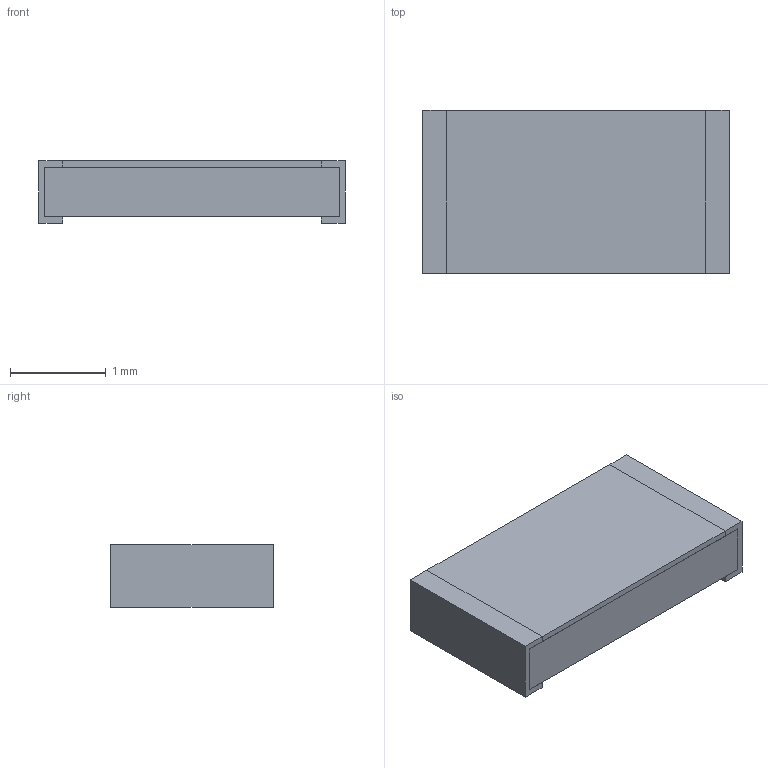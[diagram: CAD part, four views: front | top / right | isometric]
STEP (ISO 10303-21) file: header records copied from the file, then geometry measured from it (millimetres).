
FILE_DESCRIPTION(('Open CASCADE Model'),'2;1');
FILE_NAME('Open CASCADE Shape Model','2023-01-21T17:30:14',('Author'),( 'Open CASCADE'),'Open CASCADE STEP processor 7.5','Open CASCADE 7.5' ,'Unknown');
FILE_SCHEMA(('AUTOMOTIVE_DESIGN { 1 0 10303 214 1 1 1 1 }'));
Length unit declared in the file: millimetre
Products named in the file (5): RESC3116X06N.step; Mid Body; Terminal; Open CASCADE STEP translator 7.5 23.2.1; Mark
Assembly tree (5 placements, depth 3):
  RESC3116X06N.step
    Mid Body
    Terminal  x2
      Open CASCADE STEP translator 7.5 23.2.1
    Mark
Bounding box: 3.2 x 1.7 x 0.65 mm (x, y, z)
Volume: 3.2 mm3; surface area: 32.8 mm2
Topology: 4 solids, 4 shells, 32 faces, 72 edges, 48 vertices
Faces by surface type: plane 32
Entity records: 1331 total; most frequent: CARTESIAN_POINT 208, DIRECTION 196, LINE 140, VECTOR 140, ORIENTED_EDGE 96, PCURVE 96, DEFINITIONAL_REPRESENTATION 96, EDGE_CURVE 48
